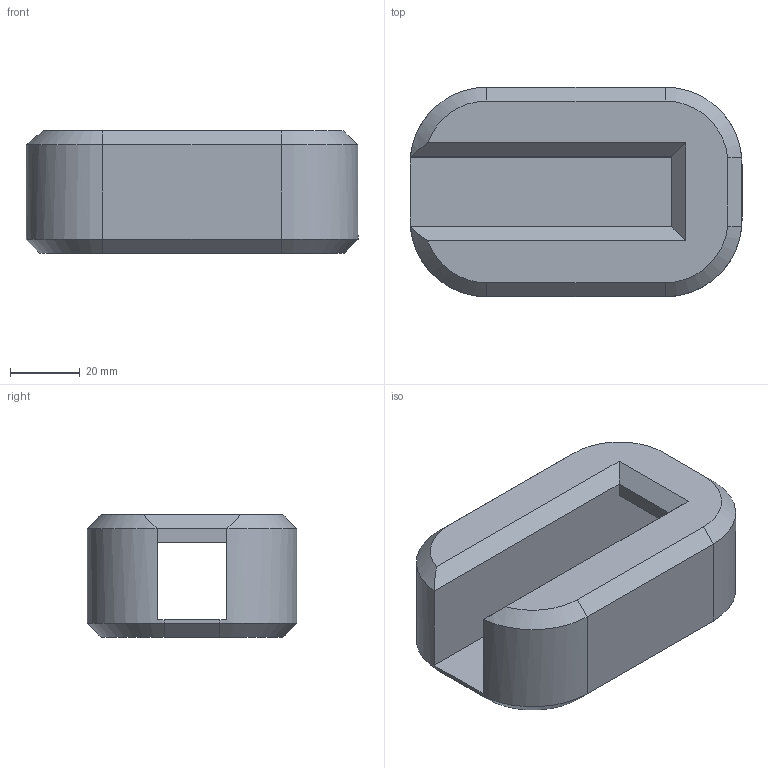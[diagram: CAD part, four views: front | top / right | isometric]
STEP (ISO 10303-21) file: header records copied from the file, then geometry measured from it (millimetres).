
FILE_DESCRIPTION(/* description */ ('STEP AP214'),/* implementation_level */ '2;1');
FILE_NAME(/* name */ '2020 holder.step',/* time_stamp */ '2025-11-12T11:50:03+01:00',/* author */ (''),/* organization */ (''),/* preprocessor_version */ 'ST-DEVELOPER v20.1',/* originating_system */ 'Autodesk Translation Framework v14.21.0.0',/* authorisation */ '');
FILE_SCHEMA (('AUTOMOTIVE_DESIGN { 1 0 10303 214 3 1 1 }'));
Length unit declared in the file: millimetre
Products named in the file (1): GT2 20T5B_dz2020
Bounding box: 95 x 60 x 35 mm (x, y, z)
Volume: 125639 mm3; surface area: 23988.8 mm2
Topology: 1 solids, 1 shells, 1141 faces, 3223 edges, 2142 vertices
Faces by surface type: bspline 813, plane 316, cone 8, cylinder 4
Entity records: 44299 total; most frequent: CARTESIAN_POINT 20348, ORIENTED_EDGE 6446, EDGE_CURVE 3223, DIRECTION 2269, VERTEX_POINT 2142, B_SPLINE_CURVE_WITH_KNOTS 1632, LINE 1571, VECTOR 1571
